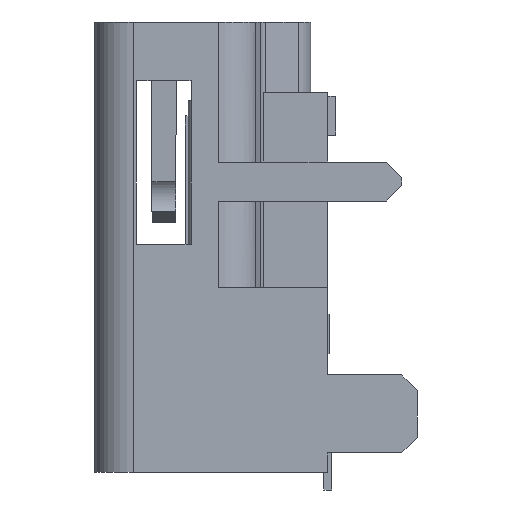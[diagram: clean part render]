
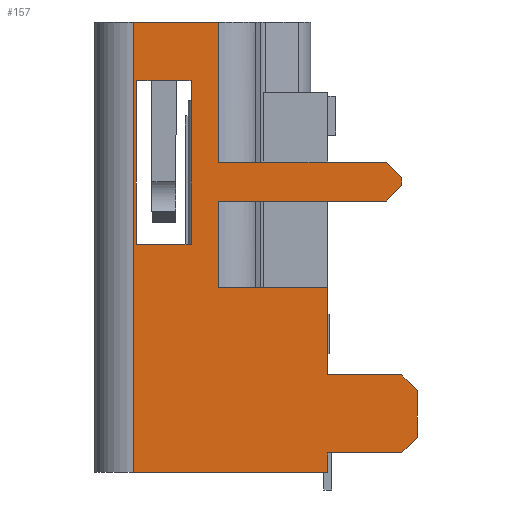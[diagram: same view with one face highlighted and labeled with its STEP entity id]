
A CAD part, left-side view. The second image highlights one B-rep face of the part: STEP entity #157.
In plain terms, the highlighted planar face has unit normal (-1, 0, 0).
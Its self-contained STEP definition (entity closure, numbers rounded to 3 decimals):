
#157=ADVANCED_FACE('',(#655,#656),#657,.T.);
#655=FACE_OUTER_BOUND('',#1545,.T.);
#656=FACE_BOUND('',#1546,.T.);
#657=PLANE('',#1547);
#1545=EDGE_LOOP('',(#2953,#2954,#2955,#2956,#2957,#2958,#2959,#2960,#2961,#2962,#2963,#2964,#2965,#2966,#2967,#2968,#2969,#2970));
#1546=EDGE_LOOP('',(#2971,#2972,#2973,#2974,#2975,#2976));
#1547=AXIS2_PLACEMENT_3D('',#2977,#2978,#2979);
#2953=ORIENTED_EDGE('',*,*,#5993,.F.);
#2954=ORIENTED_EDGE('',*,*,#6339,.F.);
#2955=ORIENTED_EDGE('',*,*,#6340,.T.);
#2956=ORIENTED_EDGE('',*,*,#6228,.F.);
#2957=ORIENTED_EDGE('',*,*,#6341,.T.);
#2958=ORIENTED_EDGE('',*,*,#6342,.T.);
#2959=ORIENTED_EDGE('',*,*,#6343,.T.);
#2960=ORIENTED_EDGE('',*,*,#6344,.T.);
#2961=ORIENTED_EDGE('',*,*,#6345,.T.);
#2962=ORIENTED_EDGE('',*,*,#6210,.F.);
#2963=ORIENTED_EDGE('',*,*,#6060,.F.);
#2964=ORIENTED_EDGE('',*,*,#6346,.F.);
#2965=ORIENTED_EDGE('',*,*,#6347,.T.);
#2966=ORIENTED_EDGE('',*,*,#6348,.T.);
#2967=ORIENTED_EDGE('',*,*,#6349,.T.);
#2968=ORIENTED_EDGE('',*,*,#6350,.T.);
#2969=ORIENTED_EDGE('',*,*,#6338,.T.);
#2970=ORIENTED_EDGE('',*,*,#6351,.F.);
#2971=ORIENTED_EDGE('',*,*,#6352,.T.);
#2972=ORIENTED_EDGE('',*,*,#6353,.F.);
#2973=ORIENTED_EDGE('',*,*,#6354,.T.);
#2974=ORIENTED_EDGE('',*,*,#6355,.T.);
#2975=ORIENTED_EDGE('',*,*,#6356,.T.);
#2976=ORIENTED_EDGE('',*,*,#6357,.T.);
#2977=CARTESIAN_POINT('',(-7.5,1.775,0.0));
#2978=DIRECTION('',(-1.0,0.0,0.0));
#2979=DIRECTION('',(0.0,0.0,1.0));
#5993=EDGE_CURVE('',#7188,#7189,#7190,.T.);
#6060=EDGE_CURVE('',#7319,#7321,#7322,.T.);
#6210=EDGE_CURVE('',#7321,#7618,#7619,.T.);
#6228=EDGE_CURVE('',#7653,#7654,#7655,.T.);
#6338=EDGE_CURVE('',#7818,#7824,#7826,.T.);
#6339=EDGE_CURVE('',#7827,#7188,#7828,.T.);
#6340=EDGE_CURVE('',#7827,#7654,#7829,.T.);
#6341=EDGE_CURVE('',#7653,#7830,#7831,.T.);
#6342=EDGE_CURVE('',#7830,#7832,#7833,.T.);
#6343=EDGE_CURVE('',#7832,#7834,#7835,.T.);
#6344=EDGE_CURVE('',#7834,#7836,#7837,.T.);
#6345=EDGE_CURVE('',#7836,#7618,#7838,.T.);
#6346=EDGE_CURVE('',#7839,#7319,#7840,.T.);
#6347=EDGE_CURVE('',#7839,#7841,#7842,.T.);
#6348=EDGE_CURVE('',#7841,#7843,#7844,.T.);
#6349=EDGE_CURVE('',#7843,#7845,#7846,.T.);
#6350=EDGE_CURVE('',#7845,#7818,#7847,.T.);
#6351=EDGE_CURVE('',#7189,#7824,#7848,.T.);
#6352=EDGE_CURVE('',#7849,#7850,#7851,.T.);
#6353=EDGE_CURVE('',#7852,#7850,#7853,.T.);
#6354=EDGE_CURVE('',#7852,#7854,#7855,.T.);
#6355=EDGE_CURVE('',#7854,#7856,#7857,.T.);
#6356=EDGE_CURVE('',#7856,#7858,#7859,.T.);
#6357=EDGE_CURVE('',#7858,#7849,#7860,.T.);
#7188=VERTEX_POINT('',#9171);
#7189=VERTEX_POINT('',#9172);
#7190=LINE('',#9173,#9174);
#7319=VERTEX_POINT('',#9342);
#7321=VERTEX_POINT('',#9344);
#7322=LINE('',#9345,#9346);
#7618=VERTEX_POINT('',#9770);
#7619=LINE('',#9771,#9772);
#7653=VERTEX_POINT('',#9823);
#7654=VERTEX_POINT('',#9824);
#7655=LINE('',#9825,#9826);
#7818=VERTEX_POINT('',#10080);
#7824=VERTEX_POINT('',#10089);
#7826=LINE('',#10091,#10092);
#7827=VERTEX_POINT('',#10093);
#7828=LINE('',#10094,#10095);
#7829=LINE('',#10096,#10097);
#7830=VERTEX_POINT('',#10098);
#7831=LINE('',#10099,#10100);
#7832=VERTEX_POINT('',#10101);
#7833=LINE('',#10102,#10103);
#7834=VERTEX_POINT('',#10104);
#7835=LINE('',#10105,#10106);
#7836=VERTEX_POINT('',#10107);
#7837=LINE('',#10108,#10109);
#7838=LINE('',#10110,#10111);
#7839=VERTEX_POINT('',#10112);
#7840=LINE('',#10113,#10114);
#7841=VERTEX_POINT('',#10115);
#7842=LINE('',#10116,#10117);
#7843=VERTEX_POINT('',#10118);
#7844=LINE('',#10119,#10120);
#7845=VERTEX_POINT('',#10121);
#7846=LINE('',#10122,#10123);
#7847=LINE('',#10124,#10125);
#7848=LINE('',#10126,#10127);
#7849=VERTEX_POINT('',#10128);
#7850=VERTEX_POINT('',#10129);
#7851=LINE('',#10130,#10131);
#7852=VERTEX_POINT('',#10132);
#7853=LINE('',#10133,#10134);
#7854=VERTEX_POINT('',#10135);
#7855=LINE('',#10136,#10137);
#7856=VERTEX_POINT('',#10138);
#7857=LINE('',#10139,#10140);
#7858=VERTEX_POINT('',#10141);
#7859=LINE('',#10142,#10143);
#7860=LINE('',#10144,#10145);
#9171=CARTESIAN_POINT('',(-7.5,1.775,0.0));
#9172=CARTESIAN_POINT('',(-7.5,-0.409,0.0));
#9173=CARTESIAN_POINT('',(-7.5,1.775,0.0));
#9174=VECTOR('',#12321,2.184);
#9342=CARTESIAN_POINT('',(-7.5,-0.409,-6.8));
#9344=CARTESIAN_POINT('',(-7.5,-3.205,-6.8));
#9345=CARTESIAN_POINT('',(-7.5,-0.409,-6.8));
#9346=VECTOR('',#12442,2.796);
#9770=CARTESIAN_POINT('',(-7.5,-3.205,-9.05));
#9771=CARTESIAN_POINT('',(-7.5,-3.205,-6.8));
#9772=VECTOR('',#12634,2.25);
#9823=CARTESIAN_POINT('',(-7.5,-3.205,-11.05));
#9824=CARTESIAN_POINT('',(-7.5,-3.205,-11.55));
#9825=CARTESIAN_POINT('',(-7.5,-3.205,-11.05));
#9826=VECTOR('',#12652,0.5);
#10080=CARTESIAN_POINT('',(-7.5,-4.705,-3.59));
#10089=CARTESIAN_POINT('',(-7.5,-0.409,-3.59));
#10091=CARTESIAN_POINT('',(-7.5,-4.705,-3.59));
#10092=VECTOR('',#12792,4.296);
#10093=CARTESIAN_POINT('',(-7.5,1.775,-11.55));
#10094=CARTESIAN_POINT('',(-7.5,1.775,-11.55));
#10095=VECTOR('',#12793,11.55);
#10096=CARTESIAN_POINT('',(-7.5,1.775,-11.55));
#10097=VECTOR('',#12794,4.98);
#10098=CARTESIAN_POINT('',(-7.5,-5.105,-11.05));
#10099=CARTESIAN_POINT('',(-7.5,-3.205,-11.05));
#10100=VECTOR('',#12795,1.9);
#10101=CARTESIAN_POINT('',(-7.5,-5.505,-10.65));
#10102=CARTESIAN_POINT('',(-7.5,-5.105,-11.05));
#10103=VECTOR('',#12796,0.566);
#10104=CARTESIAN_POINT('',(-7.5,-5.505,-9.45));
#10105=CARTESIAN_POINT('',(-7.5,-5.505,-10.65));
#10106=VECTOR('',#12797,1.2);
#10107=CARTESIAN_POINT('',(-7.5,-5.105,-9.05));
#10108=CARTESIAN_POINT('',(-7.5,-5.505,-9.45));
#10109=VECTOR('',#12798,0.566);
#10110=CARTESIAN_POINT('',(-7.5,-5.105,-9.05));
#10111=VECTOR('',#12799,1.9);
#10112=CARTESIAN_POINT('',(-7.5,-0.409,-4.59));
#10113=CARTESIAN_POINT('',(-7.5,-0.409,-4.59));
#10114=VECTOR('',#12800,2.21);
#10115=CARTESIAN_POINT('',(-7.5,-4.705,-4.59));
#10116=CARTESIAN_POINT('',(-7.5,-0.409,-4.59));
#10117=VECTOR('',#12801,4.296);
#10118=CARTESIAN_POINT('',(-7.5,-5.105,-4.19));
#10119=CARTESIAN_POINT('',(-7.5,-4.705,-4.59));
#10120=VECTOR('',#12802,0.566);
#10121=CARTESIAN_POINT('',(-7.5,-5.105,-3.99));
#10122=CARTESIAN_POINT('',(-7.5,-5.105,-4.19));
#10123=VECTOR('',#12803,0.2);
#10124=CARTESIAN_POINT('',(-7.5,-5.105,-3.99));
#10125=VECTOR('',#12804,0.566);
#10126=CARTESIAN_POINT('',(-7.5,-0.409,0.0));
#10127=VECTOR('',#12805,3.59);
#10128=CARTESIAN_POINT('',(-7.5,1.7,-1.5));
#10129=CARTESIAN_POINT('',(-7.5,1.322,-1.5));
#10130=CARTESIAN_POINT('',(-7.5,1.7,-1.5));
#10131=VECTOR('',#12806,0.378);
#10132=CARTESIAN_POINT('',(-7.5,0.678,-1.5));
#10133=CARTESIAN_POINT('',(-7.5,0.678,-1.5));
#10134=VECTOR('',#12807,0.644);
#10135=CARTESIAN_POINT('',(-7.5,0.3,-1.5));
#10136=CARTESIAN_POINT('',(-7.5,0.678,-1.5));
#10137=VECTOR('',#12808,0.378);
#10138=CARTESIAN_POINT('',(-7.5,0.3,-5.7));
#10139=CARTESIAN_POINT('',(-7.5,0.3,-1.5));
#10140=VECTOR('',#12809,4.2);
#10141=CARTESIAN_POINT('',(-7.5,1.7,-5.7));
#10142=CARTESIAN_POINT('',(-7.5,0.3,-5.7));
#10143=VECTOR('',#12810,1.4);
#10144=CARTESIAN_POINT('',(-7.5,1.7,-5.7));
#10145=VECTOR('',#12811,4.2);
#12321=DIRECTION('',(0.0,-1.0,0.0));
#12442=DIRECTION('',(0.0,-1.0,0.0));
#12634=DIRECTION('',(0.0,0.0,-1.0));
#12652=DIRECTION('',(0.0,0.0,-1.0));
#12792=DIRECTION('',(0.0,1.0,0.0));
#12793=DIRECTION('',(0.0,0.0,1.0));
#12794=DIRECTION('',(0.0,-1.0,0.0));
#12795=DIRECTION('',(0.0,-1.0,0.0));
#12796=DIRECTION('',(0.0,-0.707,0.707));
#12797=DIRECTION('',(0.0,0.0,1.0));
#12798=DIRECTION('',(0.0,0.707,0.707));
#12799=DIRECTION('',(0.0,1.0,0.0));
#12800=DIRECTION('',(0.0,0.0,-1.0));
#12801=DIRECTION('',(0.0,-1.0,0.0));
#12802=DIRECTION('',(0.0,-0.707,0.707));
#12803=DIRECTION('',(0.0,0.0,1.0));
#12804=DIRECTION('',(0.0,0.707,0.707));
#12805=DIRECTION('',(0.0,0.0,-1.0));
#12806=DIRECTION('',(0.0,-1.0,0.0));
#12807=DIRECTION('',(0.0,1.0,0.0));
#12808=DIRECTION('',(0.0,-1.0,0.0));
#12809=DIRECTION('',(0.0,0.0,-1.0));
#12810=DIRECTION('',(0.0,1.0,0.0));
#12811=DIRECTION('',(0.0,0.0,1.0));
